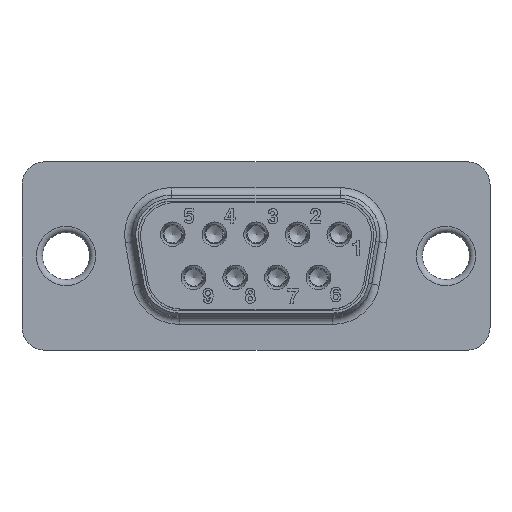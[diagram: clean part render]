
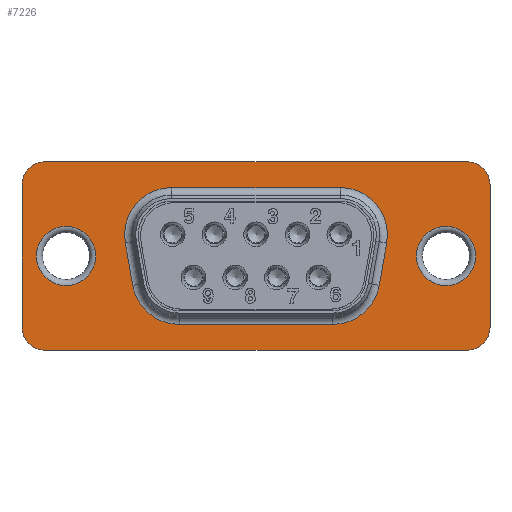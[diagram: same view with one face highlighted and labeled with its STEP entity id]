
A CAD part, top view. The second image highlights one B-rep face of the part: STEP entity #7226.
In plain terms, the highlighted face is planar.
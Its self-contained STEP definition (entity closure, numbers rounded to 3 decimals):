
#861=LINE('',#15537,#1461);
#862=LINE('',#15541,#1462);
#863=LINE('',#15545,#1463);
#864=LINE('',#15548,#1464);
#865=LINE('',#15553,#1465);
#866=LINE('',#15557,#1466);
#867=LINE('',#15561,#1467);
#868=LINE('',#15565,#1468);
#1461=VECTOR('',#9626,9.4);
#1462=VECTOR('',#9629,27.8);
#1463=VECTOR('',#9632,9.4);
#1464=VECTOR('',#9635,27.8);
#1465=VECTOR('',#9638,10.113);
#1466=VECTOR('',#9641,2.843);
#1467=VECTOR('',#9644,11.1);
#1468=VECTOR('',#9647,2.843);
#1748=PLANE('',#7854);
#1896=FACE_BOUND('',#2825,.T.);
#1897=FACE_BOUND('',#2826,.T.);
#1898=FACE_BOUND('',#2827,.T.);
#2271=FACE_OUTER_BOUND('',#2824,.T.);
#2824=EDGE_LOOP('',(#6462,#6463,#6464,#6465,#6466,#6467,#6468,#6469));
#2825=EDGE_LOOP('',(#6470));
#2826=EDGE_LOOP('',(#6471,#6472,#6473,#6474,#6475,#6476,#6477,#6478));
#2827=EDGE_LOOP('',(#6479));
#3155=CIRCLE('',#7853,1.95);
#3156=CIRCLE('',#7855,1.5);
#3157=CIRCLE('',#7856,1.5);
#3158=CIRCLE('',#7857,1.5);
#3159=CIRCLE('',#7858,1.5);
#3160=CIRCLE('',#7859,1.95);
#3161=CIRCLE('',#7860,3.1);
#3162=CIRCLE('',#7861,3.1);
#3163=CIRCLE('',#7862,3.1);
#3164=CIRCLE('',#7863,3.1);
#3781=VERTEX_POINT('',#15530);
#3782=VERTEX_POINT('',#15533);
#3783=VERTEX_POINT('',#15534);
#3784=VERTEX_POINT('',#15536);
#3785=VERTEX_POINT('',#15538);
#3786=VERTEX_POINT('',#15540);
#3787=VERTEX_POINT('',#15542);
#3788=VERTEX_POINT('',#15544);
#3789=VERTEX_POINT('',#15546);
#3790=VERTEX_POINT('',#15549);
#3791=VERTEX_POINT('',#15551);
#3792=VERTEX_POINT('',#15552);
#3793=VERTEX_POINT('',#15554);
#3794=VERTEX_POINT('',#15556);
#3795=VERTEX_POINT('',#15558);
#3796=VERTEX_POINT('',#15560);
#3797=VERTEX_POINT('',#15562);
#3798=VERTEX_POINT('',#15564);
#4697=EDGE_CURVE('',#3781,#3781,#3155,.T.);
#4698=EDGE_CURVE('',#3782,#3783,#3156,.T.);
#4699=EDGE_CURVE('',#3784,#3782,#861,.T.);
#4700=EDGE_CURVE('',#3785,#3784,#3157,.T.);
#4701=EDGE_CURVE('',#3786,#3785,#862,.T.);
#4702=EDGE_CURVE('',#3787,#3786,#3158,.T.);
#4703=EDGE_CURVE('',#3788,#3787,#863,.T.);
#4704=EDGE_CURVE('',#3789,#3788,#3159,.T.);
#4705=EDGE_CURVE('',#3783,#3789,#864,.T.);
#4706=EDGE_CURVE('',#3790,#3790,#3160,.T.);
#4707=EDGE_CURVE('',#3791,#3792,#865,.T.);
#4708=EDGE_CURVE('',#3793,#3791,#3161,.T.);
#4709=EDGE_CURVE('',#3794,#3793,#866,.T.);
#4710=EDGE_CURVE('',#3795,#3794,#3162,.T.);
#4711=EDGE_CURVE('',#3796,#3795,#867,.T.);
#4712=EDGE_CURVE('',#3797,#3796,#3163,.T.);
#4713=EDGE_CURVE('',#3798,#3797,#868,.T.);
#4714=EDGE_CURVE('',#3792,#3798,#3164,.T.);
#6462=ORIENTED_EDGE('',*,*,#4698,.F.);
#6463=ORIENTED_EDGE('',*,*,#4699,.F.);
#6464=ORIENTED_EDGE('',*,*,#4700,.F.);
#6465=ORIENTED_EDGE('',*,*,#4701,.F.);
#6466=ORIENTED_EDGE('',*,*,#4702,.F.);
#6467=ORIENTED_EDGE('',*,*,#4703,.F.);
#6468=ORIENTED_EDGE('',*,*,#4704,.F.);
#6469=ORIENTED_EDGE('',*,*,#4705,.F.);
#6470=ORIENTED_EDGE('',*,*,#4706,.F.);
#6471=ORIENTED_EDGE('',*,*,#4707,.F.);
#6472=ORIENTED_EDGE('',*,*,#4708,.F.);
#6473=ORIENTED_EDGE('',*,*,#4709,.F.);
#6474=ORIENTED_EDGE('',*,*,#4710,.F.);
#6475=ORIENTED_EDGE('',*,*,#4711,.F.);
#6476=ORIENTED_EDGE('',*,*,#4712,.F.);
#6477=ORIENTED_EDGE('',*,*,#4713,.F.);
#6478=ORIENTED_EDGE('',*,*,#4714,.F.);
#6479=ORIENTED_EDGE('',*,*,#4697,.F.);
#7226=ADVANCED_FACE('',(#2271,#1896,#1897,#1898),#1748,.F.);
#7853=AXIS2_PLACEMENT_3D('',#15531,#9620,#9621);
#7854=AXIS2_PLACEMENT_3D('',#15532,#9622,#9623);
#7855=AXIS2_PLACEMENT_3D('',#15535,#9624,#9625);
#7856=AXIS2_PLACEMENT_3D('',#15539,#9627,#9628);
#7857=AXIS2_PLACEMENT_3D('',#15543,#9630,#9631);
#7858=AXIS2_PLACEMENT_3D('',#15547,#9633,#9634);
#7859=AXIS2_PLACEMENT_3D('',#15550,#9636,#9637);
#7860=AXIS2_PLACEMENT_3D('',#15555,#9639,#9640);
#7861=AXIS2_PLACEMENT_3D('',#15559,#9642,#9643);
#7862=AXIS2_PLACEMENT_3D('',#15563,#9645,#9646);
#7863=AXIS2_PLACEMENT_3D('',#15566,#9648,#9649);
#9620=DIRECTION('center_axis',(0.,0.,-1.));
#9621=DIRECTION('ref_axis',(-1.,0.,0.));
#9622=DIRECTION('center_axis',(0.,0.,1.));
#9623=DIRECTION('ref_axis',(1.,0.,0.));
#9624=DIRECTION('center_axis',(0.,0.,1.));
#9625=DIRECTION('ref_axis',(0.707,0.707,0.));
#9626=DIRECTION('',(0.,1.,0.));
#9627=DIRECTION('center_axis',(0.,0.,1.));
#9628=DIRECTION('ref_axis',(0.707,-0.707,0.));
#9629=DIRECTION('',(1.,0.,0.));
#9630=DIRECTION('center_axis',(0.,0.,1.));
#9631=DIRECTION('ref_axis',(-0.707,-0.707,0.));
#9632=DIRECTION('',(0.,-1.,0.));
#9633=DIRECTION('center_axis',(0.,0.,1.));
#9634=DIRECTION('ref_axis',(-0.707,0.707,0.));
#9635=DIRECTION('',(-1.,0.,0.));
#9636=DIRECTION('center_axis',(0.,0.,-1.));
#9637=DIRECTION('ref_axis',(-1.,0.,0.));
#9638=DIRECTION('',(-1.,0.,0.));
#9639=DIRECTION('center_axis',(0.,0.,-1.));
#9640=DIRECTION('ref_axis',(0.643,-0.766,0.));
#9641=DIRECTION('',(-0.174,-0.985,0.));
#9642=DIRECTION('center_axis',(0.,0.,-1.));
#9643=DIRECTION('ref_axis',(0.766,0.643,0.));
#9644=DIRECTION('',(1.,0.,0.));
#9645=DIRECTION('center_axis',(0.,0.,-1.));
#9646=DIRECTION('ref_axis',(-0.766,0.643,0.));
#9647=DIRECTION('',(-0.174,0.985,0.));
#9648=DIRECTION('center_axis',(0.,0.,-1.));
#9649=DIRECTION('ref_axis',(-0.643,-0.766,0.));
#15530=CARTESIAN_POINT('',(-10.55,0.,-0.4));
#15531=CARTESIAN_POINT('Origin',(-12.5,0.,-0.4));
#15532=CARTESIAN_POINT('Origin',(7.735,0.027,-0.4));
#15533=CARTESIAN_POINT('',(15.4,4.7,-0.4));
#15534=CARTESIAN_POINT('',(13.9,6.2,-0.4));
#15535=CARTESIAN_POINT('Origin',(13.9,4.7,-0.4));
#15536=CARTESIAN_POINT('',(15.4,-4.7,-0.4));
#15537=CARTESIAN_POINT('',(15.4,-6.2,-0.4));
#15538=CARTESIAN_POINT('',(13.9,-6.2,-0.4));
#15539=CARTESIAN_POINT('Origin',(13.9,-4.7,-0.4));
#15540=CARTESIAN_POINT('',(-13.9,-6.2,-0.4));
#15541=CARTESIAN_POINT('',(-15.4,-6.2,-0.4));
#15542=CARTESIAN_POINT('',(-15.4,-4.7,-0.4));
#15543=CARTESIAN_POINT('Origin',(-13.9,-4.7,-0.4));
#15544=CARTESIAN_POINT('',(-15.4,4.7,-0.4));
#15545=CARTESIAN_POINT('',(-15.4,6.2,-0.4));
#15546=CARTESIAN_POINT('',(-13.9,6.2,-0.4));
#15547=CARTESIAN_POINT('Origin',(-13.9,4.7,-0.4));
#15548=CARTESIAN_POINT('',(15.4,6.2,-0.4));
#15549=CARTESIAN_POINT('',(14.45,0.,-0.4));
#15550=CARTESIAN_POINT('Origin',(12.5,0.,-0.4));
#15551=CARTESIAN_POINT('',(5.056,-4.5,-0.4));
#15552=CARTESIAN_POINT('',(-5.056,-4.5,-0.4));
#15553=CARTESIAN_POINT('',(3.868,-4.5,-0.4));
#15554=CARTESIAN_POINT('',(8.109,-1.938,-0.4));
#15555=CARTESIAN_POINT('Origin',(5.056,-1.4,-0.4));
#15556=CARTESIAN_POINT('',(8.603,0.862,-0.4));
#15557=CARTESIAN_POINT('',(8.272,-1.017,-0.4));
#15558=CARTESIAN_POINT('',(5.55,4.5,-0.4));
#15559=CARTESIAN_POINT('Origin',(5.55,1.4,-0.4));
#15560=CARTESIAN_POINT('',(-5.55,4.5,-0.4));
#15561=CARTESIAN_POINT('',(3.868,4.5,-0.4));
#15562=CARTESIAN_POINT('',(-8.603,0.862,-0.4));
#15563=CARTESIAN_POINT('Origin',(-5.55,1.4,-0.4));
#15564=CARTESIAN_POINT('',(-8.109,-1.938,-0.4));
#15565=CARTESIAN_POINT('',(-8.285,-0.94,-0.4));
#15566=CARTESIAN_POINT('Origin',(-5.056,-1.4,-0.4));
